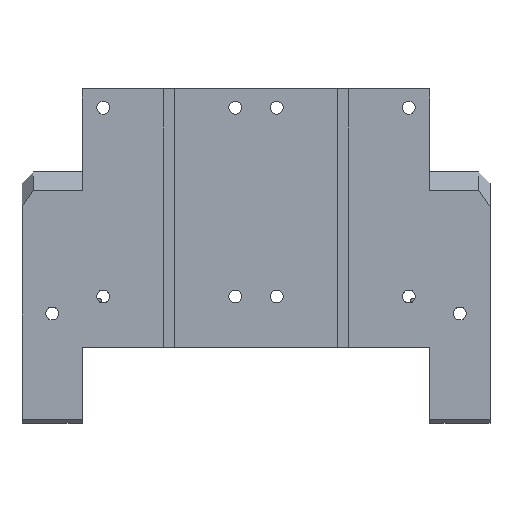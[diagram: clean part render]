
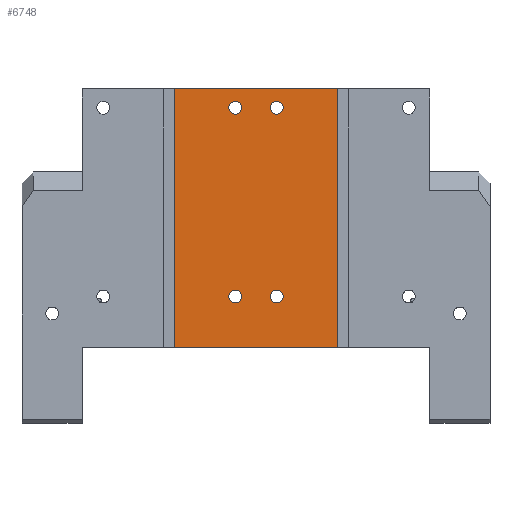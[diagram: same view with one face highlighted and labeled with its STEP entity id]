
A CAD part, top view. The second image highlights one B-rep face of the part: STEP entity #6748.
In plain terms, the highlighted planar face has unit normal (0, 0, 1).
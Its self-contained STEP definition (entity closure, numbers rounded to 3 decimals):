
#88 = AXIS2_PLACEMENT_3D ( 'NONE', #4229, #4286, #11891 ) ;
#319 = CARTESIAN_POINT ( 'NONE',  ( -51.5, 11.8, 0. ) ) ;
#416 = ORIENTED_EDGE ( 'NONE', *, *, #6473, .F. ) ;
#493 = DIRECTION ( 'NONE',  ( 0., 0., -1. ) ) ;
#503 = EDGE_CURVE ( 'NONE', #8439, #4653, #9299, .T. ) ;
#535 = VERTEX_POINT ( 'NONE', #7813 ) ;
#558 = EDGE_CURVE ( 'NONE', #6003, #4918, #3940, .T. ) ;
#613 = VERTEX_POINT ( 'NONE', #4321 ) ;
#698 = DIRECTION ( 'NONE',  ( 0., 0., -1. ) ) ;
#854 = AXIS2_PLACEMENT_3D ( 'NONE', #8694, #3858, #7644 ) ;
#1044 = CARTESIAN_POINT ( 'NONE',  ( -51.5, 13.5, 0. ) ) ;
#1114 = FACE_BOUND ( 'NONE', #5092, .T. ) ;
#1164 = CARTESIAN_POINT ( 'NONE',  ( -51.5, 63.5, 0. ) ) ;
#1308 = AXIS2_PLACEMENT_3D ( 'NONE', #7302, #698, #7425 ) ;
#1311 = DIRECTION ( 'NONE',  ( 0., 0., -1. ) ) ;
#1692 = CARTESIAN_POINT ( 'NONE',  ( -24.5, 0., 0. ) ) ;
#1936 = AXIS2_PLACEMENT_3D ( 'NONE', #2369, #493, #6981 ) ;
#2000 = ORIENTED_EDGE ( 'NONE', *, *, #503, .F. ) ;
#2064 = LINE ( 'NONE', #3869, #7044 ) ;
#2105 = ORIENTED_EDGE ( 'NONE', *, *, #10361, .T. ) ;
#2110 = FACE_BOUND ( 'NONE', #6718, .T. ) ;
#2172 = ORIENTED_EDGE ( 'NONE', *, *, #7530, .F. ) ;
#2275 = ORIENTED_EDGE ( 'NONE', *, *, #7501, .F. ) ;
#2278 = CIRCLE ( 'NONE', #88, 1.7 ) ;
#2369 = CARTESIAN_POINT ( 'NONE',  ( -40.5, 13.5, 0. ) ) ;
#2508 = AXIS2_PLACEMENT_3D ( 'NONE', #10897, #1311, #8896 ) ;
#2562 = CARTESIAN_POINT ( 'NONE',  ( -51.5, 15.2, 0. ) ) ;
#2681 = EDGE_LOOP ( 'NONE', ( #2172, #5823, #2105, #2275 ) ) ;
#2701 = CARTESIAN_POINT ( 'NONE',  ( -67.5, 0., 0. ) ) ;
#2934 = LINE ( 'NONE', #8708, #11623 ) ;
#3033 = DIRECTION ( 'NONE',  ( 0., 0., 1. ) ) ;
#3415 = ORIENTED_EDGE ( 'NONE', *, *, #6270, .T. ) ;
#3671 = CARTESIAN_POINT ( 'NONE',  ( -24.5, 68.5, 0. ) ) ;
#3756 = CARTESIAN_POINT ( 'NONE',  ( -51.5, 65.2, 0. ) ) ;
#3830 = CIRCLE ( 'NONE', #8585, 1.7 ) ;
#3849 = CARTESIAN_POINT ( 'NONE',  ( -40.5, 11.8, 0. ) ) ;
#3858 = DIRECTION ( 'NONE',  ( 0., 0., -1. ) ) ;
#3869 = CARTESIAN_POINT ( 'NONE',  ( -92., 68.5, 0. ) ) ;
#3940 = CIRCLE ( 'NONE', #5729, 1.7 ) ;
#3945 = EDGE_CURVE ( 'NONE', #4574, #7350, #4436, .T. ) ;
#3965 = DIRECTION ( 'NONE',  ( 0., 0., 1. ) ) ;
#4229 = CARTESIAN_POINT ( 'NONE',  ( -51.5, 63.5, 0. ) ) ;
#4266 = EDGE_LOOP ( 'NONE', ( #416, #11113 ) ) ;
#4286 = DIRECTION ( 'NONE',  ( 0., 0., 1. ) ) ;
#4321 = CARTESIAN_POINT ( 'NONE',  ( -40.5, 65.2, 0. ) ) ;
#4436 = LINE ( 'NONE', #8294, #11366 ) ;
#4574 = VERTEX_POINT ( 'NONE', #2701 ) ;
#4653 = VERTEX_POINT ( 'NONE', #3756 ) ;
#4918 = VERTEX_POINT ( 'NONE', #2562 ) ;
#5042 = DIRECTION ( 'NONE',  ( 1., 0., 0. ) ) ;
#5092 = EDGE_LOOP ( 'NONE', ( #8246, #2000 ) ) ;
#5522 = VERTEX_POINT ( 'NONE', #6879 ) ;
#5658 = ORIENTED_EDGE ( 'NONE', *, *, #10323, .T. ) ;
#5690 = CIRCLE ( 'NONE', #2508, 1.7 ) ;
#5729 = AXIS2_PLACEMENT_3D ( 'NONE', #1044, #3033, #11618 ) ;
#5823 = ORIENTED_EDGE ( 'NONE', *, *, #3945, .F. ) ;
#5840 = FACE_BOUND ( 'NONE', #8632, .T. ) ;
#5944 = DIRECTION ( 'NONE',  ( 0., -1., 0. ) ) ;
#6003 = VERTEX_POINT ( 'NONE', #319 ) ;
#6091 = CARTESIAN_POINT ( 'NONE',  ( -51.5, 13.5, 0. ) ) ;
#6227 = DIRECTION ( 'NONE',  ( 1., 0., 0. ) ) ;
#6270 = EDGE_CURVE ( 'NONE', #5522, #613, #7003, .T. ) ;
#6385 = CARTESIAN_POINT ( 'NONE',  ( -51.5, 61.8, 0. ) ) ;
#6473 = EDGE_CURVE ( 'NONE', #4918, #6003, #3830, .T. ) ;
#6718 = EDGE_LOOP ( 'NONE', ( #7527, #3415 ) ) ;
#6748 = ADVANCED_FACE ( 'NONE', ( #10575, #5840, #1114, #2110, #12332 ), #7586, .F. ) ;
#6879 = CARTESIAN_POINT ( 'NONE',  ( -40.5, 61.8, 0. ) ) ;
#6981 = DIRECTION ( 'NONE',  ( 0., 1., 0. ) ) ;
#7003 = CIRCLE ( 'NONE', #11194, 1.7 ) ;
#7044 = VECTOR ( 'NONE', #5042, 1000. ) ;
#7300 = CIRCLE ( 'NONE', #1936, 1.7 ) ;
#7302 = CARTESIAN_POINT ( 'NONE',  ( -40.5, 63.5, 0. ) ) ;
#7349 = LINE ( 'NONE', #10960, #8856 ) ;
#7350 = VERTEX_POINT ( 'NONE', #8410 ) ;
#7425 = DIRECTION ( 'NONE',  ( 0., 1., 0. ) ) ;
#7501 = EDGE_CURVE ( 'NONE', #11004, #11581, #2934, .T. ) ;
#7527 = ORIENTED_EDGE ( 'NONE', *, *, #8872, .T. ) ;
#7530 = EDGE_CURVE ( 'NONE', #7350, #11004, #2064, .T. ) ;
#7586 = PLANE ( 'NONE',  #854 ) ;
#7588 = ORIENTED_EDGE ( 'NONE', *, *, #11541, .T. ) ;
#7644 = DIRECTION ( 'NONE',  ( -1., 0., 0. ) ) ;
#7659 = EDGE_CURVE ( 'NONE', #4653, #8439, #2278, .T. ) ;
#7813 = CARTESIAN_POINT ( 'NONE',  ( -40.5, 15.2, 0. ) ) ;
#8137 = DIRECTION ( 'NONE',  ( 0., 1., 0. ) ) ;
#8246 = ORIENTED_EDGE ( 'NONE', *, *, #7659, .F. ) ;
#8294 = CARTESIAN_POINT ( 'NONE',  ( -67.5, -4.956, 0. ) ) ;
#8408 = DIRECTION ( 'NONE',  ( 0., 0., -1. ) ) ;
#8410 = CARTESIAN_POINT ( 'NONE',  ( -67.5, 68.5, 0. ) ) ;
#8439 = VERTEX_POINT ( 'NONE', #6385 ) ;
#8585 = AXIS2_PLACEMENT_3D ( 'NONE', #6091, #10953, #8137 ) ;
#8632 = EDGE_LOOP ( 'NONE', ( #7588, #5658 ) ) ;
#8657 = CIRCLE ( 'NONE', #1308, 1.7 ) ;
#8694 = CARTESIAN_POINT ( 'NONE',  ( -92., 0., 0. ) ) ;
#8708 = CARTESIAN_POINT ( 'NONE',  ( -24.5, -4.956, 0. ) ) ;
#8856 = VECTOR ( 'NONE', #6227, 1000. ) ;
#8872 = EDGE_CURVE ( 'NONE', #613, #5522, #8657, .T. ) ;
#8896 = DIRECTION ( 'NONE',  ( 0., 1., 0. ) ) ;
#9299 = CIRCLE ( 'NONE', #10695, 1.7 ) ;
#9332 = VERTEX_POINT ( 'NONE', #3849 ) ;
#10323 = EDGE_CURVE ( 'NONE', #9332, #535, #5690, .T. ) ;
#10361 = EDGE_CURVE ( 'NONE', #4574, #11581, #7349, .T. ) ;
#10403 = CARTESIAN_POINT ( 'NONE',  ( -40.5, 63.5, 0. ) ) ;
#10575 = FACE_BOUND ( 'NONE', #4266, .T. ) ;
#10695 = AXIS2_PLACEMENT_3D ( 'NONE', #1164, #3965, #5944 ) ;
#10897 = CARTESIAN_POINT ( 'NONE',  ( -40.5, 13.5, 0. ) ) ;
#10953 = DIRECTION ( 'NONE',  ( 0., 0., 1. ) ) ;
#10960 = CARTESIAN_POINT ( 'NONE',  ( -92., 0., 0. ) ) ;
#11004 = VERTEX_POINT ( 'NONE', #3671 ) ;
#11113 = ORIENTED_EDGE ( 'NONE', *, *, #558, .F. ) ;
#11194 = AXIS2_PLACEMENT_3D ( 'NONE', #10403, #8408, #12223 ) ;
#11366 = VECTOR ( 'NONE', #12113, 1000. ) ;
#11541 = EDGE_CURVE ( 'NONE', #535, #9332, #7300, .T. ) ;
#11581 = VERTEX_POINT ( 'NONE', #1692 ) ;
#11618 = DIRECTION ( 'NONE',  ( 0., 1., 0. ) ) ;
#11623 = VECTOR ( 'NONE', #11710, 1000. ) ;
#11710 = DIRECTION ( 'NONE',  ( 0., -1., 0. ) ) ;
#11891 = DIRECTION ( 'NONE',  ( 0., -1., 0. ) ) ;
#12113 = DIRECTION ( 'NONE',  ( 0., 1., 0. ) ) ;
#12223 = DIRECTION ( 'NONE',  ( 0., 1., 0. ) ) ;
#12332 = FACE_OUTER_BOUND ( 'NONE', #2681, .T. ) ;
